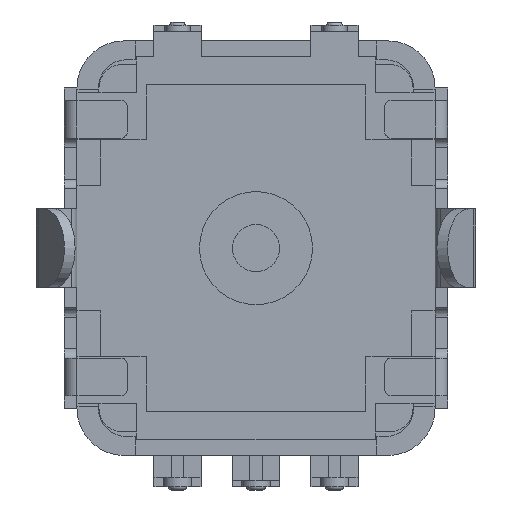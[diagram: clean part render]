
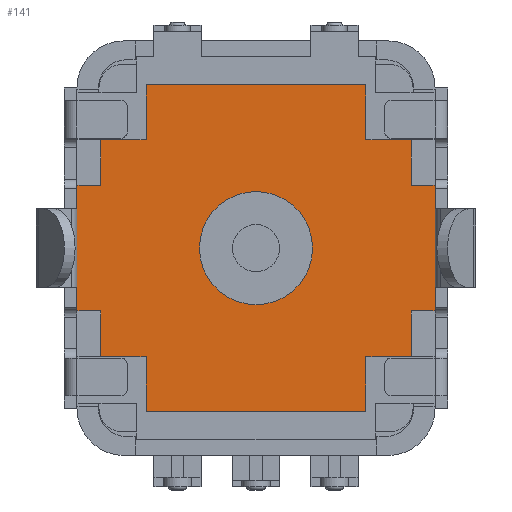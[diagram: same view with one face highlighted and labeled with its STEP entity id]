
A CAD part, front view. The second image highlights one B-rep face of the part: STEP entity #141.
In plain terms, the highlighted planar face has unit normal (0, -1, 0).
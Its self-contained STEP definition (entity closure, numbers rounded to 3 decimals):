
#141=ADVANCED_FACE('',(#684,#685),#686,.T.);
#684=FACE_OUTER_BOUND('',#1735,.T.);
#685=FACE_BOUND('',#1736,.T.);
#686=PLANE('',#1737);
#1735=EDGE_LOOP('',(#3690,#3691,#3692,#3693,#3694,#3695,#3696,#3697,#3698,#3699,#3700,#3701,#3702,#3703,#3704,#3705,#3706,#3707,#3708,#3709,#3710,#3711,#3712,#3713));
#1736=EDGE_LOOP('',(#3714,#3715));
#1737=AXIS2_PLACEMENT_3D('',#3716,#3717,#3718);
#3690=ORIENTED_EDGE('',*,*,#6981,.T.);
#3691=ORIENTED_EDGE('',*,*,#6982,.T.);
#3692=ORIENTED_EDGE('',*,*,#6983,.T.);
#3693=ORIENTED_EDGE('',*,*,#6984,.T.);
#3694=ORIENTED_EDGE('',*,*,#6985,.T.);
#3695=ORIENTED_EDGE('',*,*,#6986,.T.);
#3696=ORIENTED_EDGE('',*,*,#6987,.T.);
#3697=ORIENTED_EDGE('',*,*,#6988,.T.);
#3698=ORIENTED_EDGE('',*,*,#6989,.T.);
#3699=ORIENTED_EDGE('',*,*,#6990,.T.);
#3700=ORIENTED_EDGE('',*,*,#6991,.T.);
#3701=ORIENTED_EDGE('',*,*,#6980,.F.);
#3702=ORIENTED_EDGE('',*,*,#6992,.T.);
#3703=ORIENTED_EDGE('',*,*,#6993,.T.);
#3704=ORIENTED_EDGE('',*,*,#6994,.T.);
#3705=ORIENTED_EDGE('',*,*,#6995,.T.);
#3706=ORIENTED_EDGE('',*,*,#6996,.T.);
#3707=ORIENTED_EDGE('',*,*,#6997,.T.);
#3708=ORIENTED_EDGE('',*,*,#6998,.T.);
#3709=ORIENTED_EDGE('',*,*,#6999,.T.);
#3710=ORIENTED_EDGE('',*,*,#7000,.T.);
#3711=ORIENTED_EDGE('',*,*,#7001,.T.);
#3712=ORIENTED_EDGE('',*,*,#7002,.T.);
#3713=ORIENTED_EDGE('',*,*,#7003,.T.);
#3714=ORIENTED_EDGE('',*,*,#7004,.T.);
#3715=ORIENTED_EDGE('',*,*,#6728,.T.);
#3716=CARTESIAN_POINT('',(0.0,-5.1,0.0));
#3717=DIRECTION('',(0.0,-1.0,0.0));
#3718=DIRECTION('',(0.0,0.0,-1.0));
#6728=EDGE_CURVE('',#8086,#8083,#8087,.T.);
#6980=EDGE_CURVE('',#8510,#8485,#8525,.T.);
#6981=EDGE_CURVE('',#8526,#8527,#8528,.T.);
#6982=EDGE_CURVE('',#8527,#8529,#8530,.T.);
#6983=EDGE_CURVE('',#8529,#8531,#8532,.T.);
#6984=EDGE_CURVE('',#8531,#8533,#8534,.T.);
#6985=EDGE_CURVE('',#8533,#8535,#8536,.T.);
#6986=EDGE_CURVE('',#8535,#8537,#8538,.T.);
#6987=EDGE_CURVE('',#8537,#8539,#8540,.T.);
#6988=EDGE_CURVE('',#8539,#8541,#8542,.T.);
#6989=EDGE_CURVE('',#8541,#8543,#8544,.T.);
#6990=EDGE_CURVE('',#8543,#8545,#8546,.T.);
#6991=EDGE_CURVE('',#8545,#8485,#8547,.T.);
#6992=EDGE_CURVE('',#8510,#8548,#8549,.T.);
#6993=EDGE_CURVE('',#8548,#8550,#8551,.T.);
#6994=EDGE_CURVE('',#8550,#8552,#8553,.T.);
#6995=EDGE_CURVE('',#8552,#8554,#8555,.T.);
#6996=EDGE_CURVE('',#8554,#8556,#8557,.T.);
#6997=EDGE_CURVE('',#8556,#8558,#8559,.T.);
#6998=EDGE_CURVE('',#8558,#8560,#8561,.T.);
#6999=EDGE_CURVE('',#8560,#8562,#8563,.T.);
#7000=EDGE_CURVE('',#8562,#8564,#8565,.T.);
#7001=EDGE_CURVE('',#8564,#8566,#8567,.T.);
#7002=EDGE_CURVE('',#8566,#8568,#8569,.T.);
#7003=EDGE_CURVE('',#8568,#8526,#8570,.T.);
#7004=EDGE_CURVE('',#8083,#8086,#8571,.T.);
#8083=VERTEX_POINT('',#10590);
#8086=VERTEX_POINT('',#10594);
#8087=CIRCLE('',#10595,1.8);
#8485=VERTEX_POINT('',#11697);
#8510=VERTEX_POINT('',#11732);
#8525=LINE('',#11756,#11757);
#8526=VERTEX_POINT('',#11758);
#8527=VERTEX_POINT('',#11759);
#8528=LINE('',#11760,#11761);
#8529=VERTEX_POINT('',#11762);
#8530=LINE('',#11763,#11764);
#8531=VERTEX_POINT('',#11765);
#8532=LINE('',#11766,#11767);
#8533=VERTEX_POINT('',#11768);
#8534=LINE('',#11769,#11770);
#8535=VERTEX_POINT('',#11771);
#8536=LINE('',#11772,#11773);
#8537=VERTEX_POINT('',#11774);
#8538=LINE('',#11775,#11776);
#8539=VERTEX_POINT('',#11777);
#8540=LINE('',#11778,#11779);
#8541=VERTEX_POINT('',#11780);
#8542=LINE('',#11781,#11782);
#8543=VERTEX_POINT('',#11783);
#8544=LINE('',#11784,#11785);
#8545=VERTEX_POINT('',#11786);
#8546=LINE('',#11787,#11788);
#8547=LINE('',#11789,#11790);
#8548=VERTEX_POINT('',#11791);
#8549=LINE('',#11792,#11793);
#8550=VERTEX_POINT('',#11794);
#8551=LINE('',#11795,#11796);
#8552=VERTEX_POINT('',#11797);
#8553=LINE('',#11798,#11799);
#8554=VERTEX_POINT('',#11800);
#8555=LINE('',#11801,#11802);
#8556=VERTEX_POINT('',#11803);
#8557=LINE('',#11804,#11805);
#8558=VERTEX_POINT('',#11806);
#8559=LINE('',#11807,#11808);
#8560=VERTEX_POINT('',#11809);
#8561=LINE('',#11810,#11811);
#8562=VERTEX_POINT('',#11812);
#8563=LINE('',#11813,#11814);
#8564=VERTEX_POINT('',#11815);
#8565=LINE('',#11816,#11817);
#8566=VERTEX_POINT('',#11818);
#8567=LINE('',#11819,#11820);
#8568=VERTEX_POINT('',#11821);
#8569=LINE('',#11822,#11823);
#8570=LINE('',#11824,#11825);
#8571=CIRCLE('',#11826,1.8);
#10590=CARTESIAN_POINT('',(1.8,-5.1,0.0));
#10594=CARTESIAN_POINT('',(-1.8,-5.1,0.));
#10595=AXIS2_PLACEMENT_3D('',#14537,#14538,#14539);
#11697=CARTESIAN_POINT('',(-5.7,-5.1,1.25));
#11732=CARTESIAN_POINT('',(-5.7,-5.1,-1.25));
#11756=CARTESIAN_POINT('',(-5.7,-5.1,-1.25));
#11757=VECTOR('',#14960,2.5);
#11758=CARTESIAN_POINT('',(5.7,-5.1,1.25));
#11759=CARTESIAN_POINT('',(5.7,-5.1,2.0));
#11760=CARTESIAN_POINT('',(5.7,-5.1,1.25));
#11761=VECTOR('',#14961,0.75);
#11762=CARTESIAN_POINT('',(4.95,-5.1,2.0));
#11763=CARTESIAN_POINT('',(5.7,-5.1,2.0));
#11764=VECTOR('',#14962,0.75);
#11765=CARTESIAN_POINT('',(4.95,-5.1,3.45));
#11766=CARTESIAN_POINT('',(4.95,-5.1,2.0));
#11767=VECTOR('',#14963,1.45);
#11768=CARTESIAN_POINT('',(3.5,-5.1,3.45));
#11769=CARTESIAN_POINT('',(4.95,-5.1,3.45));
#11770=VECTOR('',#14964,1.45);
#11771=CARTESIAN_POINT('',(3.5,-5.1,5.2));
#11772=CARTESIAN_POINT('',(3.5,-5.1,3.45));
#11773=VECTOR('',#14965,1.75);
#11774=CARTESIAN_POINT('',(-3.5,-5.1,5.2));
#11775=CARTESIAN_POINT('',(3.5,-5.1,5.2));
#11776=VECTOR('',#14966,7.0);
#11777=CARTESIAN_POINT('',(-3.5,-5.1,3.45));
#11778=CARTESIAN_POINT('',(-3.5,-5.1,5.2));
#11779=VECTOR('',#14967,1.75);
#11780=CARTESIAN_POINT('',(-4.95,-5.1,3.45));
#11781=CARTESIAN_POINT('',(-3.5,-5.1,3.45));
#11782=VECTOR('',#14968,1.45);
#11783=CARTESIAN_POINT('',(-4.95,-5.1,2.0));
#11784=CARTESIAN_POINT('',(-4.95,-5.1,3.45));
#11785=VECTOR('',#14969,1.45);
#11786=CARTESIAN_POINT('',(-5.7,-5.1,2.0));
#11787=CARTESIAN_POINT('',(-4.95,-5.1,2.0));
#11788=VECTOR('',#14970,0.75);
#11789=CARTESIAN_POINT('',(-5.7,-5.1,2.0));
#11790=VECTOR('',#14971,0.75);
#11791=CARTESIAN_POINT('',(-5.7,-5.1,-2.0));
#11792=CARTESIAN_POINT('',(-5.7,-5.1,-1.25));
#11793=VECTOR('',#14972,0.75);
#11794=CARTESIAN_POINT('',(-4.95,-5.1,-2.0));
#11795=CARTESIAN_POINT('',(-5.7,-5.1,-2.0));
#11796=VECTOR('',#14973,0.75);
#11797=CARTESIAN_POINT('',(-4.95,-5.1,-3.45));
#11798=CARTESIAN_POINT('',(-4.95,-5.1,-2.0));
#11799=VECTOR('',#14974,1.45);
#11800=CARTESIAN_POINT('',(-3.5,-5.1,-3.45));
#11801=CARTESIAN_POINT('',(-4.95,-5.1,-3.45));
#11802=VECTOR('',#14975,1.45);
#11803=CARTESIAN_POINT('',(-3.5,-5.1,-5.2));
#11804=CARTESIAN_POINT('',(-3.5,-5.1,-3.45));
#11805=VECTOR('',#14976,1.75);
#11806=CARTESIAN_POINT('',(3.5,-5.1,-5.2));
#11807=CARTESIAN_POINT('',(-3.5,-5.1,-5.2));
#11808=VECTOR('',#14977,7.0);
#11809=CARTESIAN_POINT('',(3.5,-5.1,-3.45));
#11810=CARTESIAN_POINT('',(3.5,-5.1,-5.2));
#11811=VECTOR('',#14978,1.75);
#11812=CARTESIAN_POINT('',(4.95,-5.1,-3.45));
#11813=CARTESIAN_POINT('',(3.5,-5.1,-3.45));
#11814=VECTOR('',#14979,1.45);
#11815=CARTESIAN_POINT('',(4.95,-5.1,-2.0));
#11816=CARTESIAN_POINT('',(4.95,-5.1,-3.45));
#11817=VECTOR('',#14980,1.45);
#11818=CARTESIAN_POINT('',(5.7,-5.1,-2.0));
#11819=CARTESIAN_POINT('',(4.95,-5.1,-2.0));
#11820=VECTOR('',#14981,0.75);
#11821=CARTESIAN_POINT('',(5.7,-5.1,-1.25));
#11822=CARTESIAN_POINT('',(5.7,-5.1,-2.0));
#11823=VECTOR('',#14982,0.75);
#11824=CARTESIAN_POINT('',(5.7,-5.1,-1.25));
#11825=VECTOR('',#14983,2.5);
#11826=AXIS2_PLACEMENT_3D('',#14984,#14985,#14986);
#14537=CARTESIAN_POINT('',(0.0,-5.1,0.0));
#14538=DIRECTION('',(-0.0,1.0,0.0));
#14539=DIRECTION('',(1.0,0.0,0.0));
#14960=DIRECTION('',(0.0,0.0,1.0));
#14961=DIRECTION('',(0.0,0.0,1.0));
#14962=DIRECTION('',(-1.0,0.0,0.0));
#14963=DIRECTION('',(0.0,0.0,1.0));
#14964=DIRECTION('',(-1.0,0.0,0.0));
#14965=DIRECTION('',(0.0,0.0,1.0));
#14966=DIRECTION('',(-1.0,0.0,0.0));
#14967=DIRECTION('',(0.0,0.0,-1.0));
#14968=DIRECTION('',(-1.0,0.0,0.0));
#14969=DIRECTION('',(0.0,0.0,-1.0));
#14970=DIRECTION('',(-1.0,0.0,0.0));
#14971=DIRECTION('',(0.0,0.0,-1.0));
#14972=DIRECTION('',(0.0,0.0,-1.0));
#14973=DIRECTION('',(1.0,0.0,0.0));
#14974=DIRECTION('',(0.0,0.0,-1.0));
#14975=DIRECTION('',(1.0,0.0,0.0));
#14976=DIRECTION('',(0.0,0.0,-1.0));
#14977=DIRECTION('',(1.0,0.0,0.0));
#14978=DIRECTION('',(0.0,0.0,1.0));
#14979=DIRECTION('',(1.0,0.0,0.0));
#14980=DIRECTION('',(0.0,0.0,1.0));
#14981=DIRECTION('',(1.0,0.0,0.0));
#14982=DIRECTION('',(0.0,0.0,1.0));
#14983=DIRECTION('',(0.0,0.0,1.0));
#14984=CARTESIAN_POINT('',(0.0,-5.1,0.0));
#14985=DIRECTION('',(-0.0,1.0,0.0));
#14986=DIRECTION('',(1.0,0.0,0.0));
